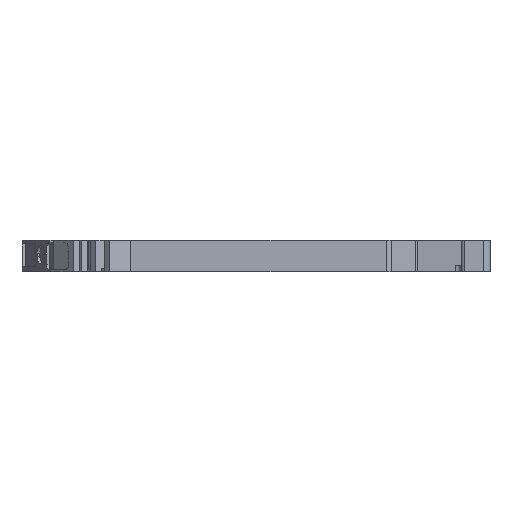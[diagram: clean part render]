
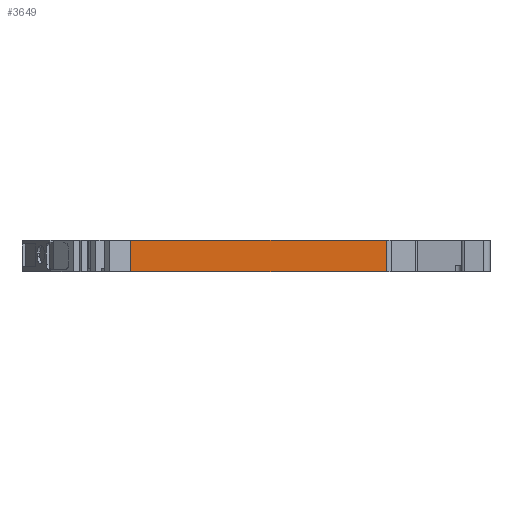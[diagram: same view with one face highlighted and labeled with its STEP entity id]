
A CAD part, left-side view. The second image highlights one B-rep face of the part: STEP entity #3649.
In plain terms, the highlighted planar face has unit normal (-1, 0, 0).
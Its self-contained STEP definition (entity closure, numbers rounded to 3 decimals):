
#10 = PLANE ( 'NONE',  #3435 ) ;
#87 = EDGE_CURVE ( 'NONE', #1685, #9046, #6194, .T. ) ;
#179 = CARTESIAN_POINT ( 'NONE',  ( -27.592, 7.151, 5. ) ) ;
#378 = FACE_OUTER_BOUND ( 'NONE', #2686, .T. ) ;
#1040 = VERTEX_POINT ( 'NONE', #3482 ) ;
#1680 = VECTOR ( 'NONE', #5743, 1000. ) ;
#1685 = VERTEX_POINT ( 'NONE', #6261 ) ;
#2041 = CARTESIAN_POINT ( 'NONE',  ( -27.592, 47.366, 0. ) ) ;
#2347 = VECTOR ( 'NONE', #4099, 1000. ) ;
#2686 = EDGE_LOOP ( 'NONE', ( #5276, #5011, #3375, #5000 ) ) ;
#3375 = ORIENTED_EDGE ( 'NONE', *, *, #4301, .F. ) ;
#3435 = AXIS2_PLACEMENT_3D ( 'NONE', #9407, #3745, #8187 ) ;
#3482 = CARTESIAN_POINT ( 'NONE',  ( -27.592, 7.151, 0. ) ) ;
#3593 = DIRECTION ( 'NONE',  ( 0., -1., 0. ) ) ;
#3637 = VERTEX_POINT ( 'NONE', #179 ) ;
#3649 = ADVANCED_FACE ( 'NONE', ( #378 ), #10, .F. ) ;
#3691 = EDGE_CURVE ( 'NONE', #3637, #1040, #4194, .T. ) ;
#3745 = DIRECTION ( 'NONE',  ( 1., 0., 0. ) ) ;
#3840 = EDGE_CURVE ( 'NONE', #9046, #1040, #5150, .T. ) ;
#4099 = DIRECTION ( 'NONE',  ( 0., 0., -1. ) ) ;
#4194 = LINE ( 'NONE', #7246, #5538 ) ;
#4301 = EDGE_CURVE ( 'NONE', #1685, #3637, #5154, .T. ) ;
#5000 = ORIENTED_EDGE ( 'NONE', *, *, #87, .T. ) ;
#5011 = ORIENTED_EDGE ( 'NONE', *, *, #3691, .F. ) ;
#5150 = LINE ( 'NONE', #5842, #6792 ) ;
#5154 = LINE ( 'NONE', #5763, #1680 ) ;
#5276 = ORIENTED_EDGE ( 'NONE', *, *, #3840, .T. ) ;
#5532 = CARTESIAN_POINT ( 'NONE',  ( -27.592, 47.366, 5. ) ) ;
#5538 = VECTOR ( 'NONE', #6859, 1000. ) ;
#5743 = DIRECTION ( 'NONE',  ( 0., -1., 0. ) ) ;
#5763 = CARTESIAN_POINT ( 'NONE',  ( -27.592, 47.366, 5. ) ) ;
#5842 = CARTESIAN_POINT ( 'NONE',  ( -27.592, 47.366, 0. ) ) ;
#6194 = LINE ( 'NONE', #5532, #2347 ) ;
#6261 = CARTESIAN_POINT ( 'NONE',  ( -27.592, 47.366, 5. ) ) ;
#6792 = VECTOR ( 'NONE', #3593, 1000. ) ;
#6859 = DIRECTION ( 'NONE',  ( 0., 0., -1. ) ) ;
#7246 = CARTESIAN_POINT ( 'NONE',  ( -27.592, 7.151, 5. ) ) ;
#8187 = DIRECTION ( 'NONE',  ( 0., 1., 0. ) ) ;
#9046 = VERTEX_POINT ( 'NONE', #2041 ) ;
#9407 = CARTESIAN_POINT ( 'NONE',  ( -27.592, 47.366, 5. ) ) ;
